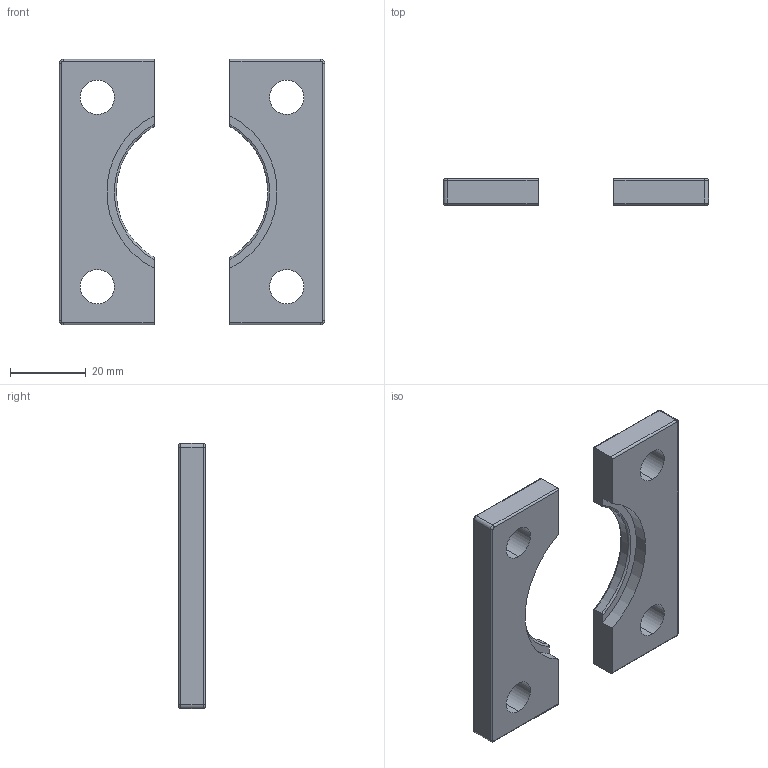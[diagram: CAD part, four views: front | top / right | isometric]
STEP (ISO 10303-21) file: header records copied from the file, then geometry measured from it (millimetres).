
FILE_DESCRIPTION (( 'STEP AP203' ), '1' );
FILE_NAME ('45Ø Square Flange.STEP', '2011-09-26T15:00:50', ( '' ), ( '' ), 'SwSTEP 2.0', 'SolidWorks 2011', '' );
FILE_SCHEMA (( 'CONFIG_CONTROL_DESIGN' ));
Length unit declared in the file: millimetre
Products named in the file (1): 45Ø Square Flange
Bounding box: 70 x 7 x 70 mm (x, y, z)
Volume: 18428.7 mm3; surface area: 8901.6 mm2
Topology: 2 solids, 2 shells, 64 faces, 156 edges, 96 vertices
Faces by surface type: cylinder 28, torus 20, plane 16
Entity records: 2015 total; most frequent: CARTESIAN_POINT 365, DIRECTION 362, ORIENTED_EDGE 312, EDGE_CURVE 156, AXIS2_PLACEMENT_3D 149, VERTEX_POINT 96, CIRCLE 84, EDGE_LOOP 72
